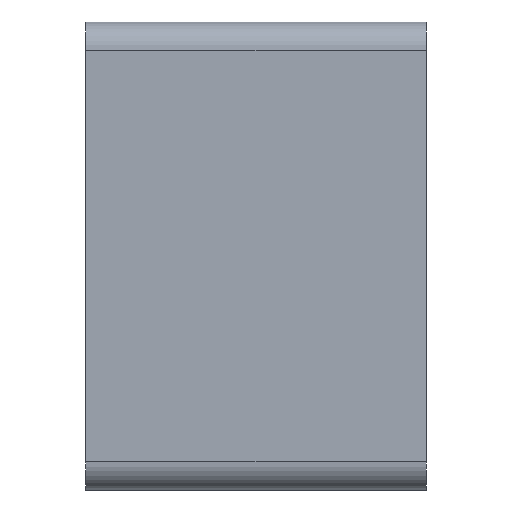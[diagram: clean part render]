
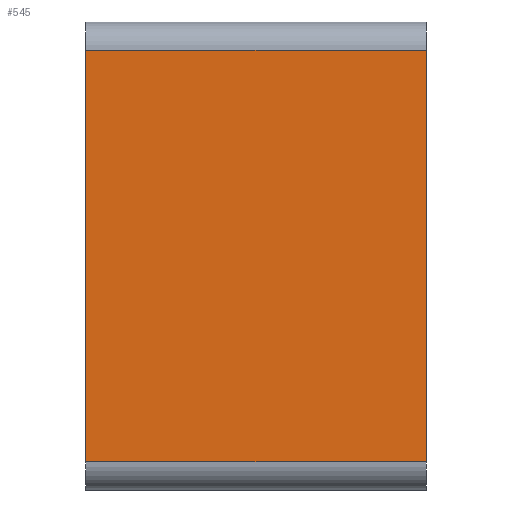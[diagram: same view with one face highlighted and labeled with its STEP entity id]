
A CAD part, left-side view. The second image highlights one B-rep face of the part: STEP entity #545.
In plain terms, the highlighted planar face has unit normal (-1, 0, 0).
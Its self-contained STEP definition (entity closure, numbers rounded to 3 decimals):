
#9 = VECTOR ( 'NONE', #484, 1000. ) ;
#22 = EDGE_CURVE ( 'NONE', #559, #359, #146, .T. ) ;
#39 = VERTEX_POINT ( 'NONE', #653 ) ;
#40 = PLANE ( 'NONE',  #715 ) ;
#70 = ORIENTED_EDGE ( 'NONE', *, *, #656, .T. ) ;
#123 = LINE ( 'NONE', #739, #657 ) ;
#134 = CARTESIAN_POINT ( 'NONE',  ( -1.6, 0., -0.725 ) ) ;
#146 = LINE ( 'NONE', #134, #9 ) ;
#242 = ORIENTED_EDGE ( 'NONE', *, *, #560, .F. ) ;
#269 = LINE ( 'NONE', #563, #746 ) ;
#359 = VERTEX_POINT ( 'NONE', #411 ) ;
#360 = CARTESIAN_POINT ( 'NONE',  ( -1.6, 1.2, 0.725 ) ) ;
#397 = ORIENTED_EDGE ( 'NONE', *, *, #22, .T. ) ;
#399 = EDGE_CURVE ( 'NONE', #659, #559, #123, .T. ) ;
#402 = ORIENTED_EDGE ( 'NONE', *, *, #399, .T. ) ;
#411 = CARTESIAN_POINT ( 'NONE',  ( -1.6, 0., -0.725 ) ) ;
#484 = DIRECTION ( 'NONE',  ( 0., -1., 0. ) ) ;
#515 = DIRECTION ( 'NONE',  ( -1., 0., 0. ) ) ;
#521 = CARTESIAN_POINT ( 'NONE',  ( -1.6, 0., 0.725 ) ) ;
#545 = ADVANCED_FACE ( 'NONE', ( #567 ), #40, .T. ) ;
#559 = VERTEX_POINT ( 'NONE', #747 ) ;
#560 = EDGE_CURVE ( 'NONE', #39, #359, #269, .T. ) ;
#563 = CARTESIAN_POINT ( 'NONE',  ( -1.6, 0., 0.825 ) ) ;
#567 = FACE_OUTER_BOUND ( 'NONE', #619, .T. ) ;
#575 = DIRECTION ( 'NONE',  ( 0., 0., -1. ) ) ;
#615 = CARTESIAN_POINT ( 'NONE',  ( -1.6, 0., 0.825 ) ) ;
#619 = EDGE_LOOP ( 'NONE', ( #402, #397, #242, #70 ) ) ;
#620 = DIRECTION ( 'NONE',  ( 0., -1., 0. ) ) ;
#626 = DIRECTION ( 'NONE',  ( 0., 0., -1. ) ) ;
#630 = LINE ( 'NONE', #521, #693 ) ;
#653 = CARTESIAN_POINT ( 'NONE',  ( -1.6, 0., 0.725 ) ) ;
#656 = EDGE_CURVE ( 'NONE', #39, #659, #630, .T. ) ;
#657 = VECTOR ( 'NONE', #626, 1000. ) ;
#659 = VERTEX_POINT ( 'NONE', #360 ) ;
#693 = VECTOR ( 'NONE', #694, 1000. ) ;
#694 = DIRECTION ( 'NONE',  ( 0., 1., 0. ) ) ;
#715 = AXIS2_PLACEMENT_3D ( 'NONE', #615, #515, #620 ) ;
#739 = CARTESIAN_POINT ( 'NONE',  ( -1.6, 1.2, 0.825 ) ) ;
#746 = VECTOR ( 'NONE', #575, 1000. ) ;
#747 = CARTESIAN_POINT ( 'NONE',  ( -1.6, 1.2, -0.725 ) ) ;
